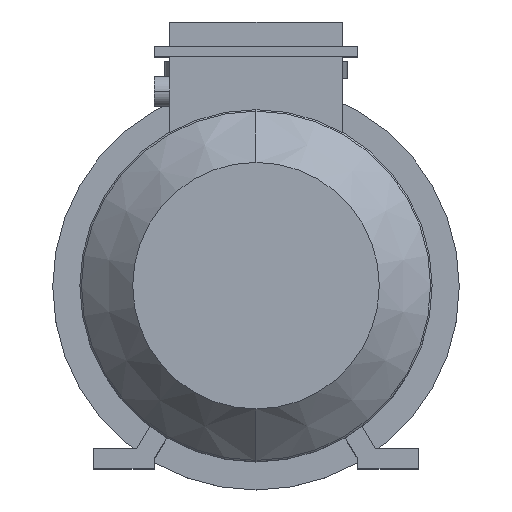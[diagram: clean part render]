
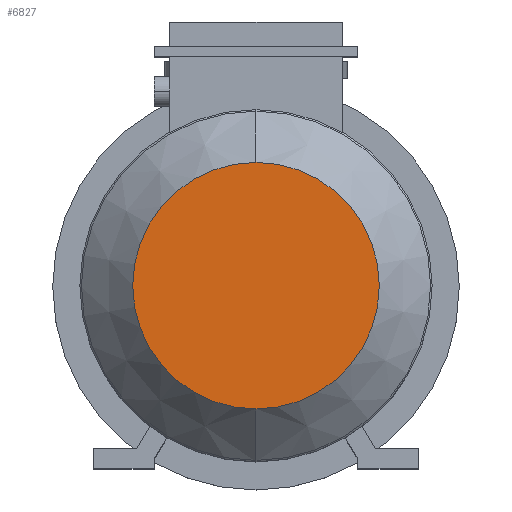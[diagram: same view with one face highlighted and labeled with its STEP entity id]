
A CAD part, top view. The second image highlights one B-rep face of the part: STEP entity #6827.
In plain terms, the highlighted planar face has unit normal (0, 0, 1).
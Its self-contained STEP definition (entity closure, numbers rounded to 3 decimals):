
#1468 = CARTESIAN_POINT ( 'NONE',  ( 0., 121.275, 729. ) ) ;
#1474 = CARTESIAN_POINT ( 'NONE',  ( 0., -121.275, 729. ) ) ;
#1743 = CARTESIAN_POINT ( 'NONE',  ( 0., 0., 729. ) ) ;
#1744 = DIRECTION ( 'NONE',  ( 0., 0., -1. ) ) ;
#1745 = DIRECTION ( 'NONE',  ( 0., -1., 0. ) ) ;
#2265 = CIRCLE ( 'NONE', #4423, 121.275 ) ;
#2509 = AXIS2_PLACEMENT_3D ( 'NONE', #8949, #8948, #8947 ) ;
#3383 = CIRCLE ( 'NONE', #2509, 121.275 ) ;
#4423 = AXIS2_PLACEMENT_3D ( 'NONE', #1743, #1744, #1745 ) ;
#4690 = EDGE_LOOP ( 'NONE', ( #8977, #8978 ) ) ;
#5403 = EDGE_CURVE ( 'NONE', #6720, #6714, #3383, .T. ) ;
#6714 = VERTEX_POINT ( 'NONE', #1468 ) ;
#6720 = VERTEX_POINT ( 'NONE', #1474 ) ;
#6827 = ADVANCED_FACE ( 'NONE', ( #8492 ), #9220, .F. ) ;
#7934 = EDGE_CURVE ( 'NONE', #6714, #6720, #2265, .T. ) ;
#8492 = FACE_OUTER_BOUND ( 'NONE', #4690, .T. ) ;
#8546 = AXIS2_PLACEMENT_3D ( 'NONE', #9239, #9240, #9241 ) ;
#8947 = DIRECTION ( 'NONE',  ( 0., -1., 0. ) ) ;
#8948 = DIRECTION ( 'NONE',  ( 0., 0., -1. ) ) ;
#8949 = CARTESIAN_POINT ( 'NONE',  ( 0., 0., 729. ) ) ;
#8977 = ORIENTED_EDGE ( 'NONE', *, *, #5403, .F. ) ;
#8978 = ORIENTED_EDGE ( 'NONE', *, *, #7934, .F. ) ;
#9220 = PLANE ( 'NONE',  #8546 ) ;
#9239 = CARTESIAN_POINT ( 'NONE',  ( 0., 0., 729. ) ) ;
#9240 = DIRECTION ( 'NONE',  ( 0., 0., -1. ) ) ;
#9241 = DIRECTION ( 'NONE',  ( 0., -1., 0. ) ) ;
